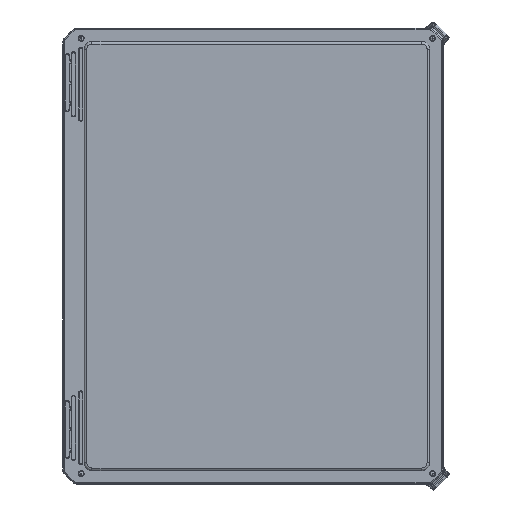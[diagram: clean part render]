
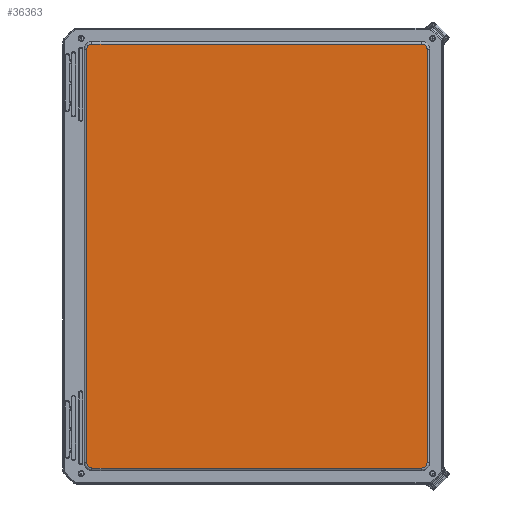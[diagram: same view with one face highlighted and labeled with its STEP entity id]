
A CAD part, top view. The second image highlights one B-rep face of the part: STEP entity #36363.
In plain terms, the highlighted face is planar.
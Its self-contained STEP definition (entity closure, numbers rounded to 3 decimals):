
#1373=ELLIPSE($,#40351,0.25,0.25);
#1376=ELLIPSE($,#40355,0.25,0.25);
#1377=ELLIPSE($,#40361,0.25,0.25);
#1380=ELLIPSE($,#40365,0.25,0.25);
#5089=LINE($,#82919,#7741);
#5091=LINE($,#83063,#7743);
#5094=LINE($,#83070,#7746);
#5096=LINE($,#83209,#7748);
#7741=VECTOR($,#50658,15.76);
#7743=VECTOR($,#50678,19.76);
#7746=VECTOR($,#50685,19.76);
#7748=VECTOR($,#50701,15.76);
#8698=PLANE($,#40371);
#10928=FACE_OUTER_BOUND($,#13308,.T.);
#13308=EDGE_LOOP($,(#33161,#33162,#33163,#33164,#33165,#33166,#33167,#33168));
#17947=VERTEX_POINT($,#82916);
#17948=VERTEX_POINT($,#82918);
#17951=VERTEX_POINT($,#82987);
#17952=VERTEX_POINT($,#83054);
#17955=VERTEX_POINT($,#83061);
#17956=VERTEX_POINT($,#83066);
#17959=VERTEX_POINT($,#83135);
#17960=VERTEX_POINT($,#83202);
#23050=EDGE_CURVE($,#17947,#17948,#5089,.T.);
#23054=EDGE_CURVE($,#17951,#17947,#1373,.T.);
#23058=EDGE_CURVE($,#17948,#17952,#1376,.T.);
#23060=EDGE_CURVE($,#17955,#17951,#5091,.T.);
#23064=EDGE_CURVE($,#17952,#17956,#5094,.T.);
#23066=EDGE_CURVE($,#17959,#17955,#1377,.T.);
#23070=EDGE_CURVE($,#17956,#17960,#1380,.T.);
#23072=EDGE_CURVE($,#17960,#17959,#5096,.T.);
#33161=ORIENTED_EDGE($,*,*,#23050,.F.);
#33162=ORIENTED_EDGE($,*,*,#23054,.F.);
#33163=ORIENTED_EDGE($,*,*,#23060,.F.);
#33164=ORIENTED_EDGE($,*,*,#23066,.F.);
#33165=ORIENTED_EDGE($,*,*,#23072,.F.);
#33166=ORIENTED_EDGE($,*,*,#23070,.F.);
#33167=ORIENTED_EDGE($,*,*,#23064,.F.);
#33168=ORIENTED_EDGE($,*,*,#23058,.F.);
#36363=ADVANCED_FACE($,(#10928),#8698,.F.);
#40351=AXIS2_PLACEMENT_3D($,#82989,#50664,#50665);
#40355=AXIS2_PLACEMENT_3D($,#83058,#50672,#50673);
#40361=AXIS2_PLACEMENT_3D($,#83137,#50688,#50689);
#40365=AXIS2_PLACEMENT_3D($,#83206,#50696,#50697);
#40371=AXIS2_PLACEMENT_3D($,#83219,#50715,#50716);
#50658=DIRECTION($,(1.,0.,0.));
#50664=DIRECTION('center_axis',(0.,0.,1.));
#50665=DIRECTION('ref_axis',(-0.707,-0.707,0.));
#50672=DIRECTION('center_axis',(0.,0.,1.));
#50673=DIRECTION('ref_axis',(0.707,-0.707,0.));
#50678=DIRECTION($,(0.,-1.,0.));
#50685=DIRECTION($,(0.,1.,0.));
#50688=DIRECTION('center_axis',(0.,0.,1.));
#50689=DIRECTION('ref_axis',(-0.707,0.707,0.));
#50696=DIRECTION('center_axis',(0.,0.,1.));
#50697=DIRECTION('ref_axis',(0.707,0.707,0.));
#50701=DIRECTION($,(-1.,0.,0.));
#50715=DIRECTION('center_axis',(0.,0.,1.));
#50716=DIRECTION('ref_axis',(1.,0.,0.));
#82916=CARTESIAN_POINT('',(-7.692,-10.13,0.));
#82918=CARTESIAN_POINT('',(8.067,-10.13,0.));
#82919=CARTESIAN_POINT($,(-7.692,-10.13,0.));
#82987=CARTESIAN_POINT('',(-7.942,-9.88,0.));
#82989=CARTESIAN_POINT('Origin',(-7.692,-9.88,0.));
#83054=CARTESIAN_POINT('',(8.317,-9.88,0.));
#83058=CARTESIAN_POINT('Origin',(8.067,-9.88,0.));
#83061=CARTESIAN_POINT('',(-7.942,9.88,0.));
#83063=CARTESIAN_POINT($,(-7.942,9.88,0.));
#83066=CARTESIAN_POINT('',(8.317,9.88,0.));
#83070=CARTESIAN_POINT($,(8.317,-9.88,0.));
#83135=CARTESIAN_POINT('',(-7.692,10.13,0.));
#83137=CARTESIAN_POINT('Origin',(-7.692,9.88,0.));
#83202=CARTESIAN_POINT('',(8.067,10.13,0.));
#83206=CARTESIAN_POINT('Origin',(8.067,9.88,0.));
#83209=CARTESIAN_POINT($,(8.067,10.13,0.));
#83219=CARTESIAN_POINT('Origin',(0.187,0.,0.));
